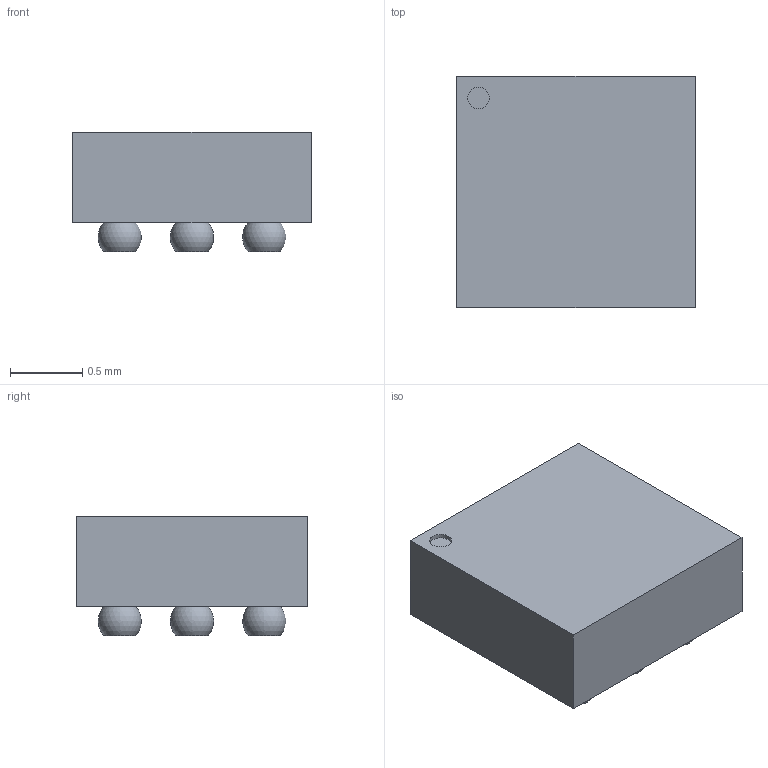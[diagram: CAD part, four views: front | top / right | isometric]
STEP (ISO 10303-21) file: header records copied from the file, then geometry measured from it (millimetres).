
FILE_DESCRIPTION(/* description */ (''),/* implementation_level */ '2;1');
FILE_NAME(/* name */ 'YZF(9) DSBGA 9 Ball array.step',/* time_stamp */ '2018-10-27T21:30:01+01:00',/* author */ ('eric.n.tech'),/* organization */ (''),/* preprocessor_version */ 'ST-DEVELOPER v17.2',/* originating_system */ 'Autodesk Translation Framework v7.6.0.251',/* authorisation */ '');
FILE_SCHEMA (('AUTOMOTIVE_DESIGN { 1 0 10303 214 3 1 1 }'));
Length unit declared in the file: millimetre
Products named in the file (1): YZF(9) DSBGA 9 Ball array v1
Bounding box: 1.65 x 1.6 x 0.82 mm (x, y, z)
Volume: 1.8 mm3; surface area: 11.1 mm2
Topology: 1 solids, 1 shells, 26 faces, 60 edges, 46 vertices
Faces by surface type: plane 16, sphere 9, cylinder 1
Full cylindrical faces by diameter (mm): 0.15 x1
Entity records: 868 total; most frequent: DIRECTION 161, CARTESIAN_POINT 133, ORIENTED_EDGE 120, AXIS2_PLACEMENT_3D 74, EDGE_CURVE 60, CIRCLE 47, VERTEX_POINT 46, EDGE_LOOP 36
